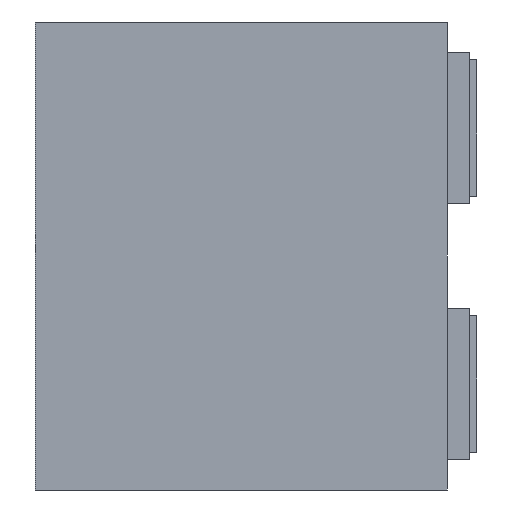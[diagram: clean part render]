
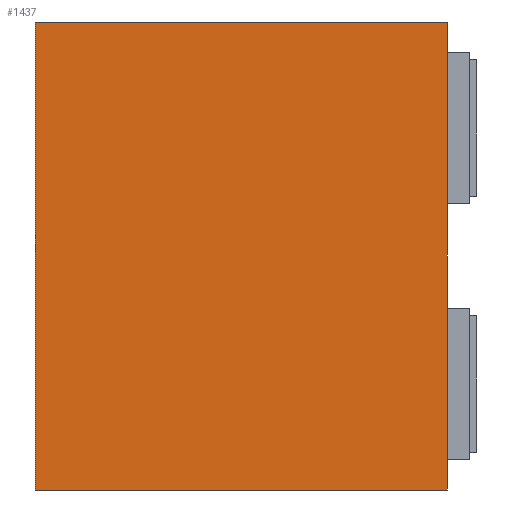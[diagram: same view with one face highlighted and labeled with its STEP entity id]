
A CAD part, left-side view. The second image highlights one B-rep face of the part: STEP entity #1437.
In plain terms, the highlighted planar face has unit normal (-1, 0, 0).
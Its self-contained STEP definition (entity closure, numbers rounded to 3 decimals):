
#2 = VERTEX_POINT ( 'NONE', #698 ) ;
#90 = CARTESIAN_POINT ( 'NONE',  ( -2.475, 2.06, -1.59 ) ) ;
#138 = LINE ( 'NONE', #3394, #3037 ) ;
#175 = VERTEX_POINT ( 'NONE', #3539 ) ;
#288 = VECTOR ( 'NONE', #2721, 1000. ) ;
#299 = EDGE_CURVE ( 'NONE', #472, #689, #560, .T. ) ;
#318 = VECTOR ( 'NONE', #637, 1000. ) ;
#472 = VERTEX_POINT ( 'NONE', #3377 ) ;
#560 = LINE ( 'NONE', #3461, #959 ) ;
#581 = CARTESIAN_POINT ( 'NONE',  ( -2.475, 0.2, -1.59 ) ) ;
#637 = DIRECTION ( 'NONE',  ( 0., 1., 0. ) ) ;
#643 = CARTESIAN_POINT ( 'NONE',  ( -2.475, 2.06, -1.59 ) ) ;
#689 = VERTEX_POINT ( 'NONE', #581 ) ;
#698 = CARTESIAN_POINT ( 'NONE',  ( -2.475, 3., -1.59 ) ) ;
#798 = ORIENTED_EDGE ( 'NONE', *, *, #3548, .T. ) ;
#837 = EDGE_CURVE ( 'NONE', #689, #2, #3109, .T. ) ;
#910 = DIRECTION ( 'NONE',  ( 0., 0., -1. ) ) ;
#959 = VECTOR ( 'NONE', #3503, 1000. ) ;
#1437 = ADVANCED_FACE ( 'NONE', ( #3052 ), #2327, .F. ) ;
#1685 = DIRECTION ( 'NONE',  ( 0., 0., -1. ) ) ;
#1908 = EDGE_LOOP ( 'NONE', ( #3169, #798, #3460, #2982 ) ) ;
#2129 = CARTESIAN_POINT ( 'NONE',  ( -2.475, 2.06, 1.59 ) ) ;
#2327 = PLANE ( 'NONE',  #3373 ) ;
#2415 = EDGE_CURVE ( 'NONE', #175, #472, #2948, .T. ) ;
#2635 = DIRECTION ( 'NONE',  ( 1., 0., 0. ) ) ;
#2721 = DIRECTION ( 'NONE',  ( 0., -1., 0. ) ) ;
#2948 = LINE ( 'NONE', #2129, #288 ) ;
#2982 = ORIENTED_EDGE ( 'NONE', *, *, #299, .F. ) ;
#3037 = VECTOR ( 'NONE', #1685, 1000. ) ;
#3052 = FACE_OUTER_BOUND ( 'NONE', #1908, .T. ) ;
#3109 = LINE ( 'NONE', #90, #318 ) ;
#3169 = ORIENTED_EDGE ( 'NONE', *, *, #2415, .F. ) ;
#3373 = AXIS2_PLACEMENT_3D ( 'NONE', #643, #2635, #910 ) ;
#3377 = CARTESIAN_POINT ( 'NONE',  ( -2.475, 0.2, 1.59 ) ) ;
#3394 = CARTESIAN_POINT ( 'NONE',  ( -2.475, 3., 0. ) ) ;
#3460 = ORIENTED_EDGE ( 'NONE', *, *, #837, .F. ) ;
#3461 = CARTESIAN_POINT ( 'NONE',  ( -2.475, 0.2, -1.59 ) ) ;
#3503 = DIRECTION ( 'NONE',  ( 0., 0., -1. ) ) ;
#3539 = CARTESIAN_POINT ( 'NONE',  ( -2.475, 3., 1.59 ) ) ;
#3548 = EDGE_CURVE ( 'NONE', #175, #2, #138, .T. ) ;
